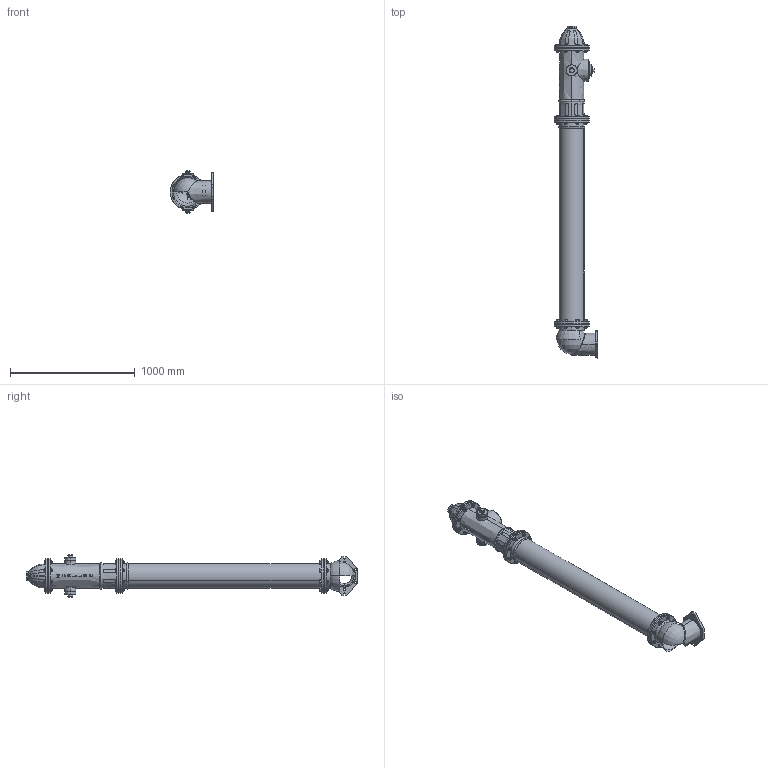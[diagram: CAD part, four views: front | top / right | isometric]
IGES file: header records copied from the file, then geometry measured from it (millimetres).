
Start section: SolidWorks IGES file using analytic representation for surfaces
Global section: file name: Design_6'.IGS; native system: SolidWorks 2013; preprocessor: SolidWorks 2013; author: CAD M1; date: 140227.130759; units: inch
Bounding box: 348.49 x 2661.8 x 341.46 mm (x, y, z)
Surface area: 4310811.3 mm2 (no closed solid volume)
Topology: 0 solids, 0 shells, 1695 faces, 32469 edges, 32468 vertices
Faces by surface type: revolution 995, bspline 700
